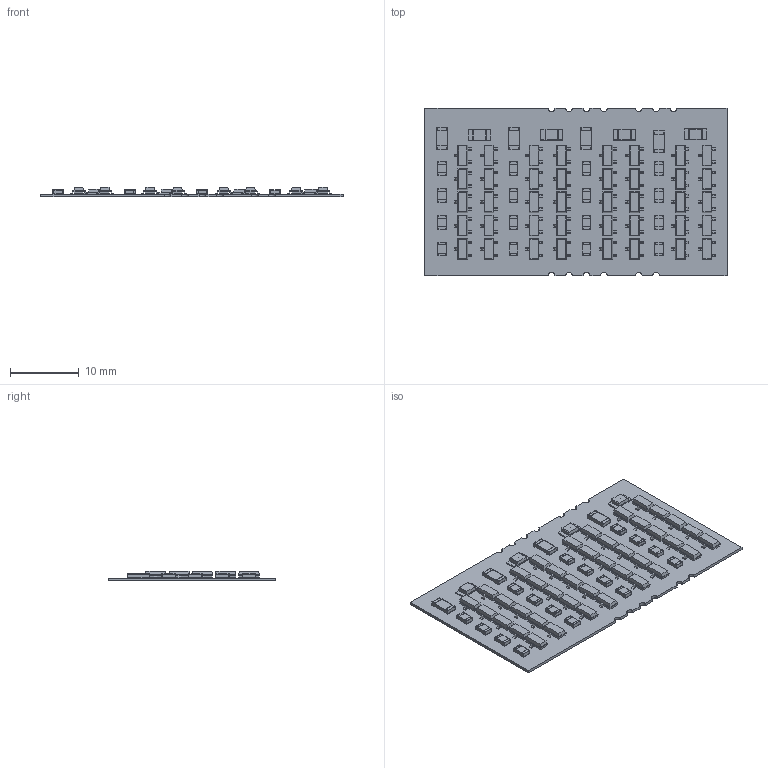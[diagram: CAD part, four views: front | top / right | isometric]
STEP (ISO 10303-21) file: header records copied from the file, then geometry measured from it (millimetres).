
FILE_DESCRIPTION(('Open CASCADE Model'),'2;1');
FILE_NAME('Open CASCADE Shape Model','2023-06-18T01:54:19',('Author'),( 'Open CASCADE'),'Open CASCADE STEP processor 7.5','Open CASCADE 7.5' ,'Unknown');
FILE_SCHEMA(('AUTOMOTIVE_DESIGN { 1 0 10303 214 1 1 1 1 }'));
Length unit declared in the file: millimetre
Products named in the file (74): PCB; Board; Open CASCADE STEP translator 7.5 4.1.1; R20; User Library-CR3216-1206; R19; R18; User Library-CR2012-0805; R17; R16; R15; R14; R13; R12; R11; R10; R9; R8; R7; R6; R5; R4; R3; R2; R1; Q40; User Library-SOT-23-3; body_1; pin_SOT_SOT-23_1; Q39; Q38; Q37; Q36; Q35; Q34; Q33; Q32; Q31; Q30; Q29 ...
Assembly tree (138 placements, depth 4):
  PCB
    Board
      Open CASCADE STEP translator 7.5 4.1.1
    R20
      User Library-CR3216-1206
    R19
      User Library-CR3216-1206
    R18
      User Library-CR2012-0805
    R17
      User Library-CR2012-0805
    R16
      User Library-CR2012-0805
    R15
      User Library-CR2012-0805
    R14
      User Library-CR2012-0805
    R13
      User Library-CR2012-0805
    R12
      User Library-CR2012-0805
    R11
      User Library-CR2012-0805
    R10
      User Library-CR3216-1206
    R9
      User Library-CR3216-1206
    R8
      User Library-CR2012-0805
    R7
      User Library-CR2012-0805
    R6
      User Library-CR2012-0805
    R5
      User Library-CR2012-0805
    R4
      User Library-CR2012-0805
    R3
      User Library-CR2012-0805
    R2
      User Library-CR2012-0805
    R1
      User Library-CR2012-0805
    Q40
      User Library-SOT-23-3
        body_1
        pin_SOT_SOT-23_1  x3
    Q39
      User Library-SOT-23-3
        body_1
        pin_SOT_SOT-23_1  x3
    Q38
      User Library-SOT-23-3
        body_1
        pin_SOT_SOT-23_1  x3
    Q37
      User Library-SOT-23-3
        body_1
        pin_SOT_SOT-23_1  x3
    Q36
Bounding box: 44 x 24.4 x 1.43 mm (x, y, z)
Volume: 627 mm3; surface area: 3415.4 mm2
Topology: 245 solids, 249 shells, 3472 faces, 8502 edges, 5520 vertices
Faces by surface type: plane 2859, cylinder 569, bspline 44
Entity records: 10067 total; most frequent: CARTESIAN_POINT 1601, DIRECTION 1414, ORIENTED_EDGE 1207, EDGE_CURVE 604, LINE 516, VECTOR 516, AXIS2_PLACEMENT_3D 449, VERTEX_POINT 393
